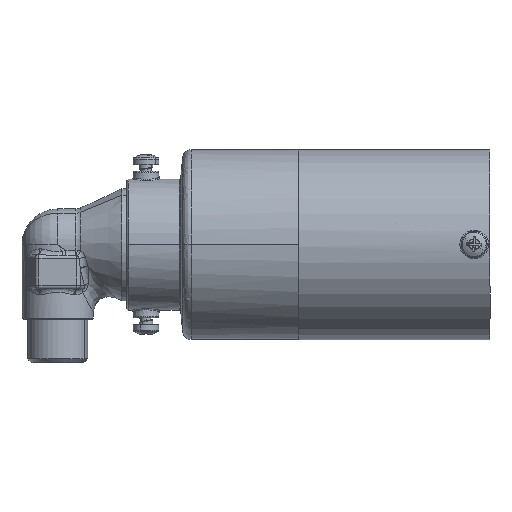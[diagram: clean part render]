
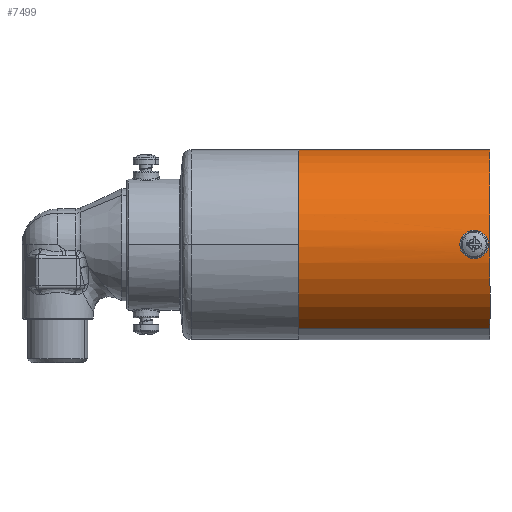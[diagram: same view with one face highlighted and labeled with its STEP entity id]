
A CAD part, top view. The second image highlights one B-rep face of the part: STEP entity #7499.
In plain terms, the highlighted cylindrical face has radius 33.1 mm (diameter 66.2 mm), a partial arc.
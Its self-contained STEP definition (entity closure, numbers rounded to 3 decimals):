
#7393=CARTESIAN_POINT('Axis2P3D Location',(69.064,0.,0.)) ;
#7402=CARTESIAN_POINT('Vertex',(102.264,29.048,-15.869)) ;
#7404=CARTESIAN_POINT('Vertex',(102.264,-29.048,15.869)) ;
#7407=CARTESIAN_POINT('Line Origine',(69.064,-29.048,15.869)) ;
#7411=CARTESIAN_POINT('Vertex',(35.864,-29.048,15.869)) ;
#7418=CARTESIAN_POINT('Vertex',(35.864,29.048,-15.869)) ;
#7421=CARTESIAN_POINT('Line Origine',(69.064,29.048,-15.869)) ;
#7442=CARTESIAN_POINT('Axis2P3D Location',(102.264,0.,0.)) ;
#7452=CARTESIAN_POINT('Axis2P3D Location',(35.864,0.,0.)) ;
#7464=CARTESIAN_POINT('Control Point',(96.764,4.926,32.731)) ;
#7465=CARTESIAN_POINT('Control Point',(98.225,4.926,32.731)) ;
#7466=CARTESIAN_POINT('Control Point',(99.687,4.4,32.811)) ;
#7467=CARTESIAN_POINT('Control Point',(100.884,3.349,32.973)) ;
#7468=CARTESIAN_POINT('Control Point',(102.073,0.983,33.144)) ;
#7469=CARTESIAN_POINT('Control Point',(101.686,-1.555,33.089)) ;
#7470=CARTESIAN_POINT('Control Point',(101.241,-2.539,33.02)) ;
#7471=CARTESIAN_POINT('Control Point',(100.15,-3.861,32.883)) ;
#7472=CARTESIAN_POINT('Control Point',(98.648,-4.627,32.776)) ;
#7473=CARTESIAN_POINT('Control Point',(98.034,-4.826,32.746)) ;
#7474=CARTESIAN_POINT('Control Point',(97.399,-4.926,32.731)) ;
#7475=CARTESIAN_POINT('Control Point',(96.764,-4.926,32.731)) ;
#7476=CARTESIAN_POINT('Vertex',(96.764,4.926,32.731)) ;
#7478=CARTESIAN_POINT('Vertex',(96.764,-4.926,32.731)) ;
#7482=CARTESIAN_POINT('Control Point',(96.764,4.926,32.731)) ;
#7483=CARTESIAN_POINT('Control Point',(95.816,4.926,32.731)) ;
#7484=CARTESIAN_POINT('Control Point',(94.868,4.704,32.765)) ;
#7485=CARTESIAN_POINT('Control Point',(93.992,4.262,32.832)) ;
#7486=CARTESIAN_POINT('Control Point',(92.616,3.087,32.976)) ;
#7487=CARTESIAN_POINT('Control Point',(91.876,1.45,33.082)) ;
#7488=CARTESIAN_POINT('Control Point',(91.697,0.625,33.11)) ;
#7489=CARTESIAN_POINT('Control Point',(91.703,-1.593,33.107)) ;
#7490=CARTESIAN_POINT('Control Point',(92.893,-3.558,32.941)) ;
#7491=CARTESIAN_POINT('Control Point',(94.041,-4.469,32.8)) ;
#7492=CARTESIAN_POINT('Control Point',(95.402,-4.926,32.731)) ;
#7493=CARTESIAN_POINT('Control Point',(96.764,-4.926,32.731)) ;
#7409=VECTOR('Line Direction',#7408,1.) ;
#7423=VECTOR('Line Direction',#7422,1.) ;
#7394=DIRECTION('Axis2P3D Direction',(-1.,0.,0.)) ;
#7395=DIRECTION('Axis2P3D XDirection',(0.,-0.878,0.479)) ;
#7408=DIRECTION('Vector Direction',(-1.,0.,0.)) ;
#7422=DIRECTION('Vector Direction',(-1.,0.,0.)) ;
#7443=DIRECTION('Axis2P3D Direction',(-1.,0.,0.)) ;
#7453=DIRECTION('Axis2P3D Direction',(-1.,0.,0.)) ;
#7396=AXIS2_PLACEMENT_3D('Cylinder Axis2P3D',#7393,#7394,#7395) ;
#7444=AXIS2_PLACEMENT_3D('Circle Axis2P3D',#7442,#7443,$) ;
#7454=AXIS2_PLACEMENT_3D('Circle Axis2P3D',#7452,#7453,$) ;
#7410=LINE('Line',#7407,#7409) ;
#7424=LINE('Line',#7421,#7423) ;
#7445=CIRCLE('generated circle',#7444,33.1) ;
#7455=CIRCLE('generated circle',#7454,33.1) ;
#7397=CYLINDRICAL_SURFACE('generated cylinder',#7396,33.1) ;
#7498=FACE_BOUND('',#7495,.T.) ;
#7413=EDGE_CURVE('',#7412,#7405,#7410,.F.) ;
#7425=EDGE_CURVE('',#7419,#7403,#7424,.F.) ;
#7446=EDGE_CURVE('',#7405,#7403,#7445,.T.) ;
#7456=EDGE_CURVE('',#7412,#7419,#7455,.T.) ;
#7480=EDGE_CURVE('',#7477,#7479,#7463,.T.) ;
#7494=EDGE_CURVE('',#7479,#7477,#7481,.F.) ;
#7458=ORIENTED_EDGE('',*,*,#7425,.F.) ;
#7459=ORIENTED_EDGE('',*,*,#7456,.F.) ;
#7460=ORIENTED_EDGE('',*,*,#7413,.T.) ;
#7461=ORIENTED_EDGE('',*,*,#7446,.T.) ;
#7496=ORIENTED_EDGE('',*,*,#7480,.T.) ;
#7497=ORIENTED_EDGE('',*,*,#7494,.T.) ;
#7457=EDGE_LOOP('',(#7458,#7459,#7460,#7461)) ;
#7495=EDGE_LOOP('',(#7496,#7497)) ;
#7403=VERTEX_POINT('',#7402) ;
#7405=VERTEX_POINT('',#7404) ;
#7412=VERTEX_POINT('',#7411) ;
#7419=VERTEX_POINT('',#7418) ;
#7477=VERTEX_POINT('',#7476) ;
#7479=VERTEX_POINT('',#7478) ;
#7499=ADVANCED_FACE('PartBody',(#7462,#7498),#7397,.T.) ;
#7463=B_SPLINE_CURVE_WITH_KNOTS('',5,(#7464,#7465,#7466,#7467,#7468,#7469,#7470,#7471,#7472,#7473,#7474,#7475),.UNSPECIFIED.,.F.,.U.,(6,3,3,6),(0.,9.831,16.806,21.079),.UNSPECIFIED.) ;
#7481=B_SPLINE_CURVE_WITH_KNOTS('',5,(#7482,#7483,#7484,#7485,#7486,#7487,#7488,#7489,#7490,#7491,#7492,#7493),.UNSPECIFIED.,.F.,.U.,(6,3,3,6),(0.,6.376,11.92,21.079),.UNSPECIFIED.) ;
#7462=FACE_OUTER_BOUND('',#7457,.T.) ;
